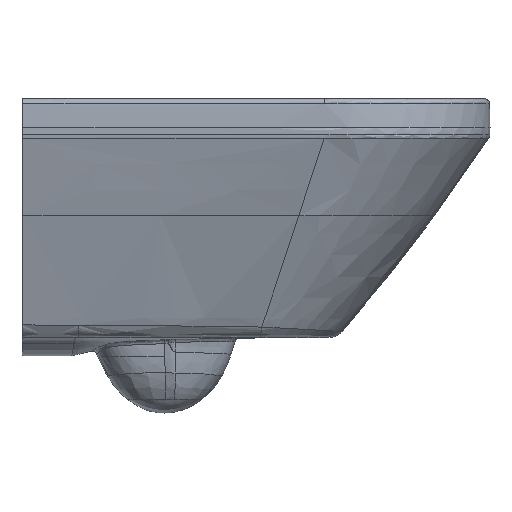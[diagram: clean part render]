
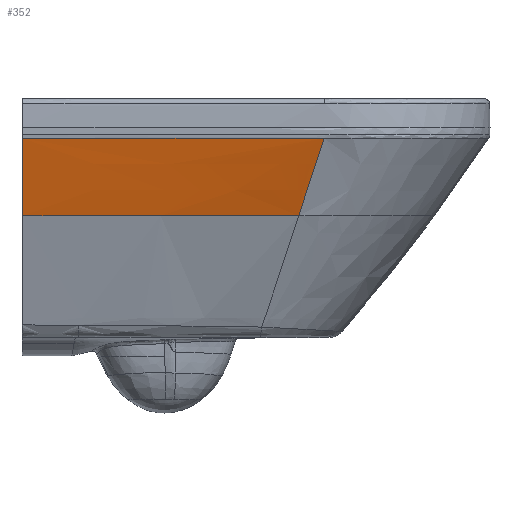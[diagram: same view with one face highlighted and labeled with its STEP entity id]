
A CAD part, left-side view. The second image highlights one B-rep face of the part: STEP entity #352.
In plain terms, the highlighted free-form (B-spline) face has degree [3, 3] with [13, 4] control points.
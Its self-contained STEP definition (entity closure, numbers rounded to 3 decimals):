
#352=ADVANCED_FACE('',(#655),#499,.F.);
#499=B_SPLINE_SURFACE_WITH_KNOTS('',3,3,((#45037,#45038,#45039,#45040),
(#45041,#45042,#45043,#45044),(#45045,#45046,#45047,#45048),(#45049,#45050,
#45051,#45052),(#45053,#45054,#45055,#45056),(#45057,#45058,#45059,#45060),
(#45061,#45062,#45063,#45064),(#45065,#45066,#45067,#45068),(#45069,#45070,
#45071,#45072),(#45073,#45074,#45075,#45076),(#45077,#45078,#45079,#45080),
(#45081,#45082,#45083,#45084),(#45085,#45086,#45087,#45088)),
 .UNSPECIFIED.,.F.,.F.,.F.,(4,1,1,1,1,1,1,1,1,1,4),(4,4),(0.,0.249,
0.497,0.621,0.746,0.87,
0.932,0.963,0.979,0.994,
1.),(0.,1.),.UNSPECIFIED.);
#655=FACE_OUTER_BOUND('',#859,.T.);
#859=EDGE_LOOP('',(#1639,#1640,#1641,#1642));
#1639=ORIENTED_EDGE('',*,*,#2662,.F.);
#1640=ORIENTED_EDGE('',*,*,#2663,.T.);
#1641=ORIENTED_EDGE('',*,*,#2664,.F.);
#1642=ORIENTED_EDGE('',*,*,#2665,.F.);
#2221=VERTEX_POINT('',#45017);
#2222=VERTEX_POINT('',#45018);
#2223=VERTEX_POINT('',#45023);
#2224=VERTEX_POINT('',#45032);
#2662=EDGE_CURVE('',#2221,#2222,#3115,.T.);
#2663=EDGE_CURVE('',#2221,#2223,#3116,.T.);
#2664=EDGE_CURVE('',#2224,#2223,#3117,.T.);
#2665=EDGE_CURVE('',#2222,#2224,#3118,.T.);
#3115=B_SPLINE_CURVE_WITH_KNOTS('',3,(#45001,#45002,#45003,#45004,#45005,
#45006,#45007,#45008,#45009,#45010,#45011,#45012,#45013,#45014,#45015,#45016),
 .UNSPECIFIED.,.F.,.F.,(4,1,1,1,1,1,1,1,1,1,1,1,1,4),(0.,0.462,
0.694,0.811,0.869,0.927,
0.941,0.956,0.971,0.985,
0.992,0.996,1.,1.),.UNSPECIFIED.);
#3116=B_SPLINE_CURVE_WITH_KNOTS('',3,(#45019,#45020,#45021,#45022),
 .UNSPECIFIED.,.F.,.F.,(4,4),(0.,1.),.UNSPECIFIED.);
#3117=B_SPLINE_CURVE_WITH_KNOTS('',3,(#45024,#45025,#45026,#45027,#45028,
#45029,#45030,#45031),.UNSPECIFIED.,.F.,.F.,(4,2,2,4),(0.,0.25,0.5,1.),
 .UNSPECIFIED.);
#3118=B_SPLINE_CURVE_WITH_KNOTS('',3,(#45033,#45034,#45035,#45036),
 .UNSPECIFIED.,.F.,.F.,(4,4),(0.,1.),.UNSPECIFIED.);
#45001=CARTESIAN_POINT('',(-183.872,-1.,-44.607));
#45002=CARTESIAN_POINT('',(-183.876,-53.514,-44.607));
#45003=CARTESIAN_POINT('',(-183.868,-132.452,-44.607));
#45004=CARTESIAN_POINT('',(-183.829,-224.602,-44.607));
#45005=CARTESIAN_POINT('',(-183.804,-270.843,-44.607));
#45006=CARTESIAN_POINT('',(-183.787,-297.267,-44.607));
#45007=CARTESIAN_POINT('',(-183.777,-312.13,-44.607));
#45008=CARTESIAN_POINT('',(-183.771,-322.039,-44.607));
#45009=CARTESIAN_POINT('',(-183.768,-326.993,-44.607));
#45010=CARTESIAN_POINT('',(-183.763,-331.948,-44.607));
#45011=CARTESIAN_POINT('',(-183.763,-336.077,-44.607));
#45012=CARTESIAN_POINT('',(-183.762,-338.967,-44.607));
#45013=CARTESIAN_POINT('',(-183.759,-340.618,-44.607));
#45014=CARTESIAN_POINT('',(-183.758,-341.493,-44.607));
#45015=CARTESIAN_POINT('',(-183.756,-341.956,-44.607));
#45016=CARTESIAN_POINT('',(-183.756,-342.005,-44.607));
#45017=CARTESIAN_POINT('',(-183.872,-1.,-44.607));
#45018=CARTESIAN_POINT('',(-183.756,-342.005,-44.607));
#45019=CARTESIAN_POINT('',(-183.872,-1.,-44.606));
#45020=CARTESIAN_POINT('',(-176.857,-0.998,-73.949));
#45021=CARTESIAN_POINT('',(-169.475,-0.997,-103.204));
#45022=CARTESIAN_POINT('',(-161.727,-0.997,-132.362));
#45023=CARTESIAN_POINT('',(-161.727,-0.997,-132.362));
#45024=CARTESIAN_POINT('',(-155.2,-313.278,-132.362));
#45025=CARTESIAN_POINT('',(-156.388,-287.273,-132.362));
#45026=CARTESIAN_POINT('',(-157.357,-261.26,-132.362));
#45027=CARTESIAN_POINT('',(-159.057,-209.224,-132.362));
#45028=CARTESIAN_POINT('',(-159.755,-183.201,-132.362));
#45029=CARTESIAN_POINT('',(-161.39,-105.124,-132.362));
#45030=CARTESIAN_POINT('',(-161.867,-53.061,-132.362));
#45031=CARTESIAN_POINT('',(-161.727,-0.997,-132.362));
#45032=CARTESIAN_POINT('',(-155.2,-313.278,-132.362));
#45033=CARTESIAN_POINT('',(-183.757,-342.005,-44.606));
#45034=CARTESIAN_POINT('',(-174.777,-332.445,-74.032));
#45035=CARTESIAN_POINT('',(-165.256,-322.867,-103.29));
#45036=CARTESIAN_POINT('',(-155.2,-313.278,-132.362));
#45037=CARTESIAN_POINT('',(-184.002,0.,-44.065));
#45038=CARTESIAN_POINT('',(-176.905,0.,-73.763));
#45039=CARTESIAN_POINT('',(-169.432,0.,-103.373));
#45040=CARTESIAN_POINT('',(-161.585,0.,-132.885));
#45041=CARTESIAN_POINT('',(-184.003,-28.515,-44.066));
#45042=CARTESIAN_POINT('',(-176.942,-27.714,-73.783));
#45043=CARTESIAN_POINT('',(-169.491,-26.912,-103.404));
#45044=CARTESIAN_POINT('',(-161.65,-26.109,-132.92));
#45045=CARTESIAN_POINT('',(-184.002,-85.546,-44.067));
#45046=CARTESIAN_POINT('',(-176.911,-83.143,-73.822));
#45047=CARTESIAN_POINT('',(-169.399,-80.737,-103.466));
#45048=CARTESIAN_POINT('',(-161.468,-78.327,-132.99));
#45049=CARTESIAN_POINT('',(-183.99,-156.833,-44.069));
#45050=CARTESIAN_POINT('',(-176.605,-152.42,-73.87));
#45051=CARTESIAN_POINT('',(-168.76,-147.999,-103.544));
#45052=CARTESIAN_POINT('',(-160.458,-143.573,-133.077));
#45053=CARTESIAN_POINT('',(-183.974,-213.863,-44.071));
#45054=CARTESIAN_POINT('',(-176.199,-207.831,-73.909));
#45055=CARTESIAN_POINT('',(-167.934,-201.788,-103.606));
#45056=CARTESIAN_POINT('',(-159.183,-195.738,-133.147));
#45057=CARTESIAN_POINT('',(-183.958,-256.635,-44.072));
#45058=CARTESIAN_POINT('',(-175.815,-249.382,-73.938));
#45059=CARTESIAN_POINT('',(-167.158,-242.116,-103.653));
#45060=CARTESIAN_POINT('',(-157.992,-234.842,-133.199));
#45061=CARTESIAN_POINT('',(-183.944,-292.278,-44.073));
#45062=CARTESIAN_POINT('',(-175.429,-284.002,-73.963));
#45063=CARTESIAN_POINT('',(-166.382,-275.71,-103.692));
#45064=CARTESIAN_POINT('',(-156.806,-267.408,-133.242));
#45065=CARTESIAN_POINT('',(-183.931,-317.228,-44.073));
#45066=CARTESIAN_POINT('',(-175.123,-308.231,-73.98));
#45067=CARTESIAN_POINT('',(-165.769,-299.217,-103.719));
#45068=CARTESIAN_POINT('',(-155.874,-290.192,-133.273));
#45069=CARTESIAN_POINT('',(-183.926,-329.703,-44.074));
#45070=CARTESIAN_POINT('',(-174.963,-320.344,-73.988));
#45071=CARTESIAN_POINT('',(-165.447,-310.968,-103.733));
#45072=CARTESIAN_POINT('',(-155.383,-301.581,-133.288));
#45073=CARTESIAN_POINT('',(-183.92,-336.832,-44.074));
#45074=CARTESIAN_POINT('',(-174.866,-327.266,-73.993));
#45075=CARTESIAN_POINT('',(-165.255,-317.683,-103.74));
#45076=CARTESIAN_POINT('',(-155.093,-308.088,-133.297));
#45077=CARTESIAN_POINT('',(-183.924,-341.078,-44.074));
#45078=CARTESIAN_POINT('',(-174.814,-331.389,-73.996));
#45079=CARTESIAN_POINT('',(-165.145,-321.682,-103.745));
#45080=CARTESIAN_POINT('',(-154.923,-311.964,-133.302));
#45081=CARTESIAN_POINT('',(-183.915,-343.543,-44.074));
#45082=CARTESIAN_POINT('',(-174.774,-333.782,-73.998));
#45083=CARTESIAN_POINT('',(-165.072,-324.003,-103.748));
#45084=CARTESIAN_POINT('',(-154.815,-314.213,-133.305));
#45085=CARTESIAN_POINT('',(-183.911,-344.225,-44.074));
#45086=CARTESIAN_POINT('',(-174.761,-334.444,-73.998));
#45087=CARTESIAN_POINT('',(-165.051,-324.646,-103.748));
#45088=CARTESIAN_POINT('',(-154.785,-314.836,-133.306));
